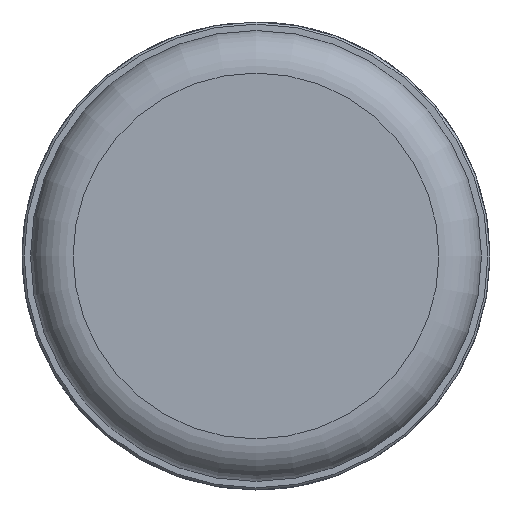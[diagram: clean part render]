
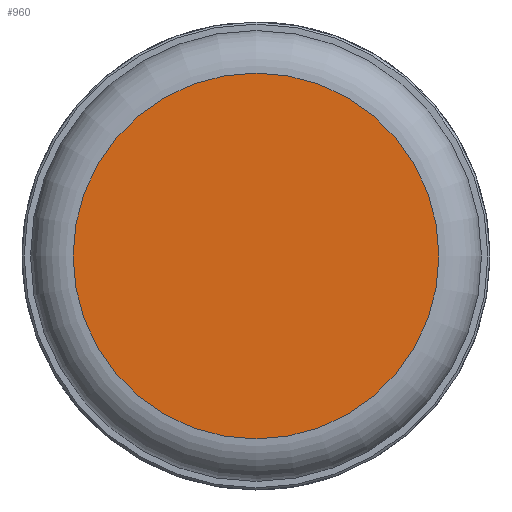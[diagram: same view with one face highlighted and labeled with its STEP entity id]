
A CAD part, front view. The second image highlights one B-rep face of the part: STEP entity #960.
In plain terms, the highlighted planar face has unit normal (0, -1, 0).
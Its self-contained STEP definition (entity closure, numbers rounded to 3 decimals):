
#176=FACE_OUTER_BOUND('',#231,.T.);
#231=EDGE_LOOP('',(#667,#668));
#306=CIRCLE('',#1111,21.5);
#307=CIRCLE('',#1112,21.5);
#386=VERTEX_POINT('',#1596);
#387=VERTEX_POINT('',#1597);
#495=EDGE_CURVE('',#386,#387,#306,.T.);
#496=EDGE_CURVE('',#387,#386,#307,.T.);
#667=ORIENTED_EDGE('',*,*,#495,.F.);
#668=ORIENTED_EDGE('',*,*,#496,.F.);
#880=PLANE('',#1110);
#960=ADVANCED_FACE('',(#176),#880,.T.);
#1110=AXIS2_PLACEMENT_3D('',#1595,#1301,#1302);
#1111=AXIS2_PLACEMENT_3D('',#1598,#1303,#1304);
#1112=AXIS2_PLACEMENT_3D('',#1599,#1305,#1306);
#1301=DIRECTION('center_axis',(0.,-1.,0.));
#1302=DIRECTION('ref_axis',(0.,0.,
1.));
#1303=DIRECTION('center_axis',(0.,1.,0.));
#1304=DIRECTION('ref_axis',(1.,0.,0.));
#1305=DIRECTION('center_axis',(0.,1.,0.));
#1306=DIRECTION('ref_axis',(1.,0.,0.));
#1595=CARTESIAN_POINT('Origin',(0.,0.,0.));
#1596=CARTESIAN_POINT('',(-21.5,0.,0.));
#1597=CARTESIAN_POINT('',(0.,0.,-21.5));
#1598=CARTESIAN_POINT('Origin',(0.,0.,
0.));
#1599=CARTESIAN_POINT('Origin',(0.,0.,
0.));
